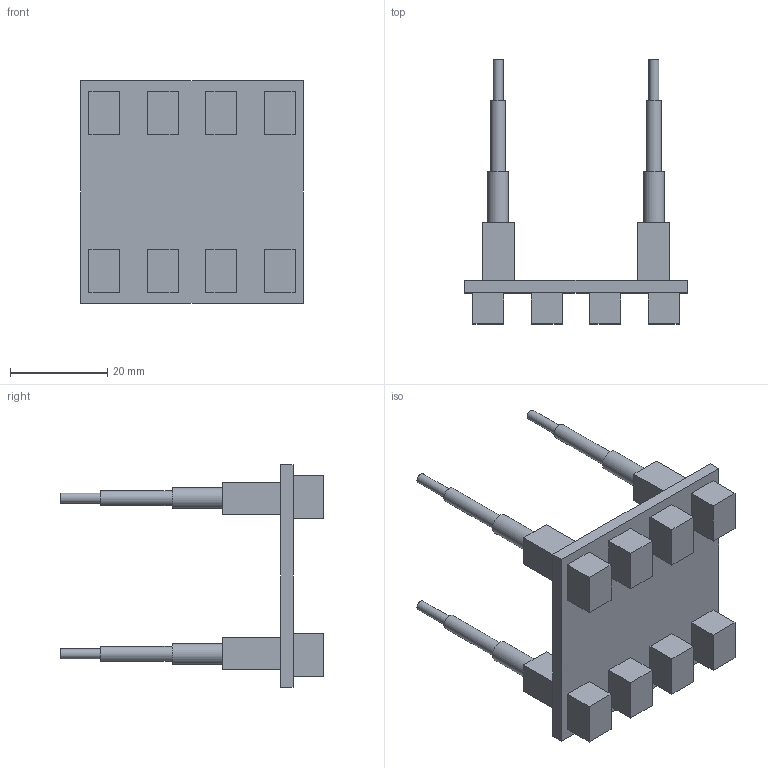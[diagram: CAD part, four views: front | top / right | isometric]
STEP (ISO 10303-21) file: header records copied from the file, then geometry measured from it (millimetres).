
FILE_DESCRIPTION(/* description */ (''),/* implementation_level */ '2;1');
FILE_NAME(/* name */ 'Base v2 shortened.step',/* time_stamp */ '2021-01-31T15:00:41-05:00',/* author */ (''),/* organization */ (''),/* preprocessor_version */ 'ST-DEVELOPER v18.1',/* originating_system */ 'Autodesk Translation Framework v9.7.1.1290',/* authorisation */ '');
FILE_SCHEMA (('AUTOMOTIVE_DESIGN { 1 0 10303 214 3 1 1 }'));
Length unit declared in the file: millimetre
Products named in the file (1): Base
Bounding box: 45.72 x 54.19 x 45.72 mm (x, y, z)
Volume: 11392.1 mm3; surface area: 8786.7 mm2
Topology: 1 solids, 1 shells, 90 faces, 192 edges, 128 vertices
Faces by surface type: plane 78, cylinder 12
Full cylindrical faces by diameter (mm): 2.03 x4, 3.05 x4, 4.25 x4
Entity records: 2433 total; most frequent: CARTESIAN_POINT 411, DIRECTION 398, ORIENTED_EDGE 384, EDGE_CURVE 192, LINE 168, VECTOR 168, VERTEX_POINT 128, AXIS2_PLACEMENT_3D 115
